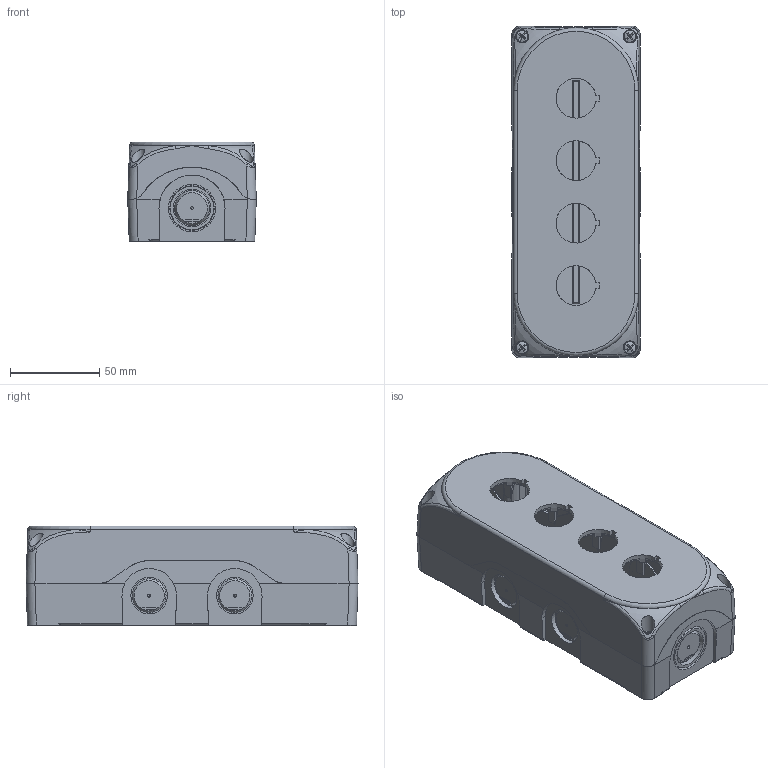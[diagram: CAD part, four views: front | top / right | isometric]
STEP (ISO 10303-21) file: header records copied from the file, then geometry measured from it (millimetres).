
FILE_DESCRIPTION(/* description */ (''),/* implementation_level */ '2;1');
FILE_NAME(/* name */ '3D_LPZP4A8.stp',/* time_stamp */ '2025-02-17T16:43:35+01:00',/* author */ (''),/* organization */ (''),/* preprocessor_version */ 'ST-DEVELOPER v16.7',/* originating_system */ 'SIEMENS PLM Software NX 12.0',/* authorisation */ '');
FILE_SCHEMA (('AP203_CONFIGURATION_CONTROLLED_3D_DESIGN_OF_MECHANICAL_PARTS_AND_ASSEMBLIES_MIM_LF { 1 0 10303 403 2 1 2}'));
Length unit declared in the file: millimetre
Products named in the file (1): Ferr711C8F50u22z
Bounding box: 72 x 186 x 56 mm (x, y, z)
Surface area: 99038 mm2 (no closed solid volume)
Topology: 0 solids, 53 shells, 755 faces, 3664 edges, 2951 vertices
Faces by surface type: plane 467, cylinder 143, bspline 65, cone 52, torus 16, sphere 12
Full cylindrical faces by diameter (mm): 1.798 x2, 3.6 x1, 4.3 x2, 5 x4, 7.5 x4, 16.5 x2, 20.5 x4, 21 x2, 26.5 x2
Entity records: 39510 total; most frequent: CARTESIAN_POINT 11253, DIRECTION 5407, ORIENTED_EDGE 5049, EDGE_CURVE 3596, VERTEX_POINT 2936, LINE 2191, VECTOR 2191, AXIS2_PLACEMENT_3D 1608
